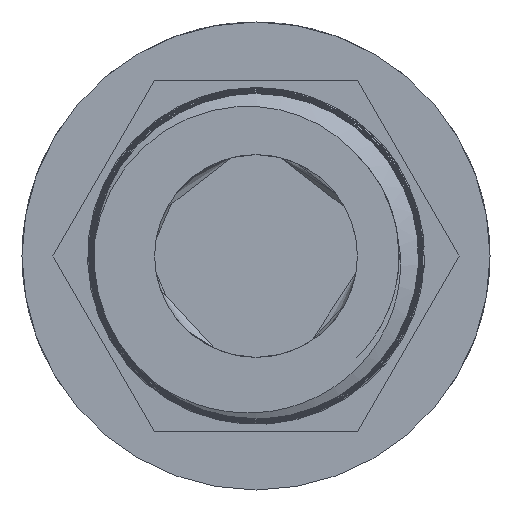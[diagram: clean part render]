
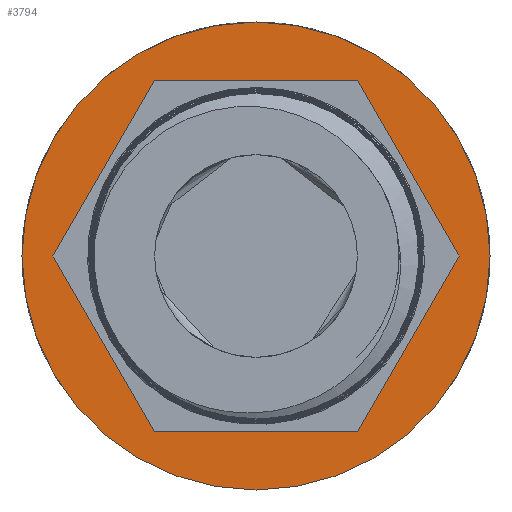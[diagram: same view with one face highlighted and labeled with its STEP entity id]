
A CAD part, front view. The second image highlights one B-rep face of the part: STEP entity #3794.
In plain terms, the highlighted planar face has unit normal (0, -1, 0).
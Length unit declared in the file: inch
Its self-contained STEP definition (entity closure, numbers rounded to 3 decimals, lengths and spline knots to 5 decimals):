
#160 = EDGE_LOOP ( 'NONE', ( #6088, #7101 ) ) ;
#193 = LINE ( 'NONE', #5646, #2070 ) ;
#210 = CARTESIAN_POINT ( 'NONE',  ( 0., -1.52, -0.4325 ) ) ;
#243 = ORIENTED_EDGE ( 'NONE', *, *, #7629, .F. ) ;
#381 = ORIENTED_EDGE ( 'NONE', *, *, #3675, .F. ) ;
#463 = CARTESIAN_POINT ( 'NONE',  ( 0., -1.52, 0. ) ) ;
#500 = DIRECTION ( 'NONE',  ( 0., 0., 1. ) ) ;
#531 = VERTEX_POINT ( 'NONE', #6378 ) ;
#603 = DIRECTION ( 'NONE',  ( -1., 0., 0. ) ) ;
#632 = CARTESIAN_POINT ( 'NONE',  ( 0., -1.52, 0. ) ) ;
#728 = ORIENTED_EDGE ( 'NONE', *, *, #5409, .F. ) ;
#891 = CARTESIAN_POINT ( 'NONE',  ( 0.37528, -1.52, 0. ) ) ;
#1065 = VECTOR ( 'NONE', #8026, 39.37008 ) ;
#1286 = DIRECTION ( 'NONE',  ( 0.5, 0., 0.866 ) ) ;
#1355 = LINE ( 'NONE', #6745, #3515 ) ;
#1573 = DIRECTION ( 'NONE',  ( 0., 0., 1. ) ) ;
#1713 = AXIS2_PLACEMENT_3D ( 'NONE', #463, #5944, #500 ) ;
#1946 = DIRECTION ( 'NONE',  ( 1., 0., 0. ) ) ;
#1954 = CIRCLE ( 'NONE', #10432, 0.4325 ) ;
#1978 = LINE ( 'NONE', #4678, #8744 ) ;
#2070 = VECTOR ( 'NONE', #9946, 39.37008 ) ;
#2074 = CARTESIAN_POINT ( 'NONE',  ( 0., -1.52, 0.4325 ) ) ;
#2366 = EDGE_CURVE ( 'NONE', #10522, #2785, #1954, .T. ) ;
#2426 = VERTEX_POINT ( 'NONE', #9540 ) ;
#2785 = VERTEX_POINT ( 'NONE', #210 ) ;
#2872 = ORIENTED_EDGE ( 'NONE', *, *, #3767, .F. ) ;
#3085 = ORIENTED_EDGE ( 'NONE', *, *, #6990, .F. ) ;
#3113 = CARTESIAN_POINT ( 'NONE',  ( 0.18764, -1.52, 0.325 ) ) ;
#3217 = EDGE_CURVE ( 'NONE', #10467, #11292, #5891, .T. ) ;
#3254 = PLANE ( 'NONE',  #1713 ) ;
#3515 = VECTOR ( 'NONE', #6782, 39.37008 ) ;
#3675 = EDGE_CURVE ( 'NONE', #11292, #5340, #8694, .T. ) ;
#3732 = CIRCLE ( 'NONE', #8028, 0.4325 ) ;
#3767 = EDGE_CURVE ( 'NONE', #531, #5257, #1355, .T. ) ;
#3794 = ADVANCED_FACE ( 'NONE', ( #10416, #5612 ), #3254, .F. ) ;
#4334 = CARTESIAN_POINT ( 'NONE',  ( -0.18764, -1.52, 0.325 ) ) ;
#4344 = CARTESIAN_POINT ( 'NONE',  ( 0., -1.52, 0. ) ) ;
#4530 = EDGE_CURVE ( 'NONE', #2785, #10522, #3732, .T. ) ;
#4678 = CARTESIAN_POINT ( 'NONE',  ( -0.18764, -1.52, -0.325 ) ) ;
#5233 = DIRECTION ( 'NONE',  ( 0., 0., 1. ) ) ;
#5257 = VERTEX_POINT ( 'NONE', #10232 ) ;
#5340 = VERTEX_POINT ( 'NONE', #4334 ) ;
#5409 = EDGE_CURVE ( 'NONE', #5257, #2426, #1978, .T. ) ;
#5612 = FACE_BOUND ( 'NONE', #9676, .T. ) ;
#5646 = CARTESIAN_POINT ( 'NONE',  ( -0.18764, -1.52, 0.325 ) ) ;
#5891 = LINE ( 'NONE', #891, #1065 ) ;
#5944 = DIRECTION ( 'NONE',  ( 0., 1., 0. ) ) ;
#6032 = CARTESIAN_POINT ( 'NONE',  ( 0.18764, -1.52, 0.325 ) ) ;
#6088 = ORIENTED_EDGE ( 'NONE', *, *, #2366, .F. ) ;
#6318 = VECTOR ( 'NONE', #1286, 39.37008 ) ;
#6378 = CARTESIAN_POINT ( 'NONE',  ( -0.37528, -1.52, 0. ) ) ;
#6588 = LINE ( 'NONE', #8341, #6318 ) ;
#6745 = CARTESIAN_POINT ( 'NONE',  ( -0.37528, -1.52, 0. ) ) ;
#6782 = DIRECTION ( 'NONE',  ( 0.5, 0., -0.866 ) ) ;
#6929 = DIRECTION ( 'NONE',  ( 0., 1., 0. ) ) ;
#6966 = VECTOR ( 'NONE', #603, 39.37008 ) ;
#6990 = EDGE_CURVE ( 'NONE', #2426, #10467, #6588, .T. ) ;
#7101 = ORIENTED_EDGE ( 'NONE', *, *, #4530, .F. ) ;
#7629 = EDGE_CURVE ( 'NONE', #5340, #531, #193, .T. ) ;
#8026 = DIRECTION ( 'NONE',  ( -0.5, 0., 0.866 ) ) ;
#8028 = AXIS2_PLACEMENT_3D ( 'NONE', #632, #6929, #1573 ) ;
#8341 = CARTESIAN_POINT ( 'NONE',  ( 0.18764, -1.52, -0.325 ) ) ;
#8694 = LINE ( 'NONE', #6032, #6966 ) ;
#8744 = VECTOR ( 'NONE', #1946, 39.37008 ) ;
#9022 = CARTESIAN_POINT ( 'NONE',  ( 0.37528, -1.52, 0. ) ) ;
#9540 = CARTESIAN_POINT ( 'NONE',  ( 0.18764, -1.52, -0.325 ) ) ;
#9676 = EDGE_LOOP ( 'NONE', ( #3085, #728, #2872, #243, #381, #10950 ) ) ;
#9946 = DIRECTION ( 'NONE',  ( -0.5, 0., -0.866 ) ) ;
#10232 = CARTESIAN_POINT ( 'NONE',  ( -0.18764, -1.52, -0.325 ) ) ;
#10347 = DIRECTION ( 'NONE',  ( 0., 1., 0. ) ) ;
#10416 = FACE_OUTER_BOUND ( 'NONE', #160, .T. ) ;
#10432 = AXIS2_PLACEMENT_3D ( 'NONE', #4344, #10347, #5233 ) ;
#10467 = VERTEX_POINT ( 'NONE', #9022 ) ;
#10522 = VERTEX_POINT ( 'NONE', #2074 ) ;
#10950 = ORIENTED_EDGE ( 'NONE', *, *, #3217, .F. ) ;
#11292 = VERTEX_POINT ( 'NONE', #3113 ) ;
